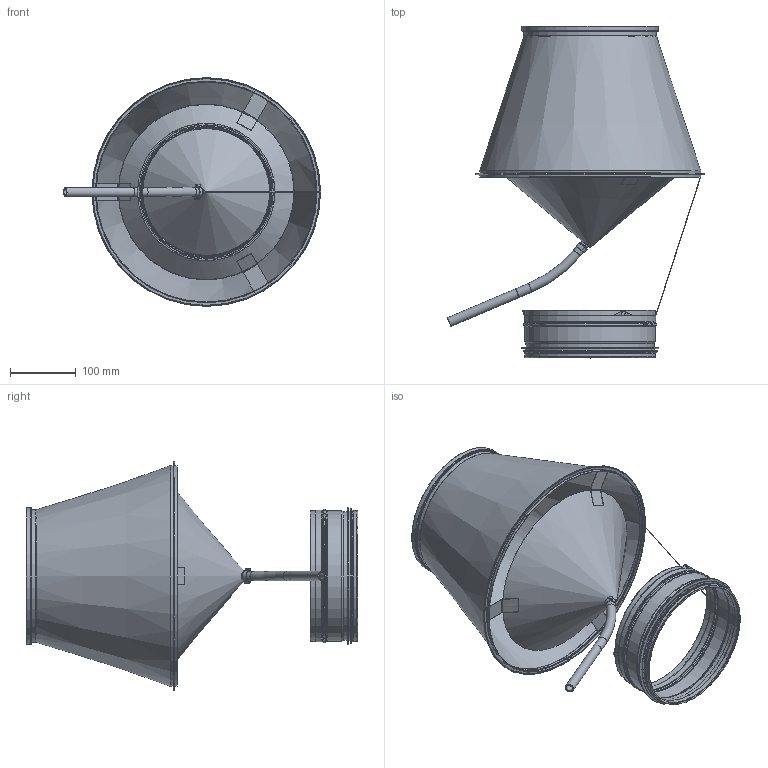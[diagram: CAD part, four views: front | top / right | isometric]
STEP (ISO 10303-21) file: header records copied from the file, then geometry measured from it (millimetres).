
FILE_DESCRIPTION(/* description */ ('Underdel HJH'),/* implementation_level */ '2;1');
FILE_NAME(/* name */ 'HJH-04.stp',/* time_stamp */ '2016-04-01T08:53:45+02:00',/* author */ ('CAD'),/* organization */ (''),/* preprocessor_version */ 'ST-DEVELOPER v15.6',/* originating_system */ 'Autodesk Inventor 2015',/* authorisation */ '');
FILE_SCHEMA (('AUTOMOTIVE_DESIGN { 1 0 10303 214 3 1 1 }'));
Length unit declared in the file: millimetre
Products named in the file (11): HJH-AA-04; HJH-AB-04; HJH-AC-04; HJH-AD-04; StosStödsickRörämne-200; 999006; StosStödsick-200; Slang-HJH-200; Slangklämma; BlindnitmutterM6; HJH-04
Bounding box: 391.44 x 505 x 348.2 mm (x, y, z)
Volume: 359121.3 mm3; surface area: 392254.6 mm2
Topology: 11 solids, 11 shells, 292 faces, 633 edges, 352 vertices
Faces by surface type: plane 139, cylinder 67, torus 42, cone 40, bspline 4
Full cylindrical faces by diameter (mm): 10 x3, 14 x2, 193.15 x1, 194.15 x1, 195.35 x1, 197.95 x6, 198.95 x4, 200.15 x1, 200.5 x1, 201.7 x1, 204.35 x1, 206.5 x1, 207.7 x1, 209.35 x1, 335 x2, 336.2 x2, 337 x1, 345 x1
Entity records: 7921 total; most frequent: CARTESIAN_POINT 1688, DIRECTION 1340, ORIENTED_EDGE 1078, AXIS2_PLACEMENT_3D 540, EDGE_CURVE 539, VERTEX_POINT 311, EDGE_LOOP 300, FACE_OUTER_BOUND 264
